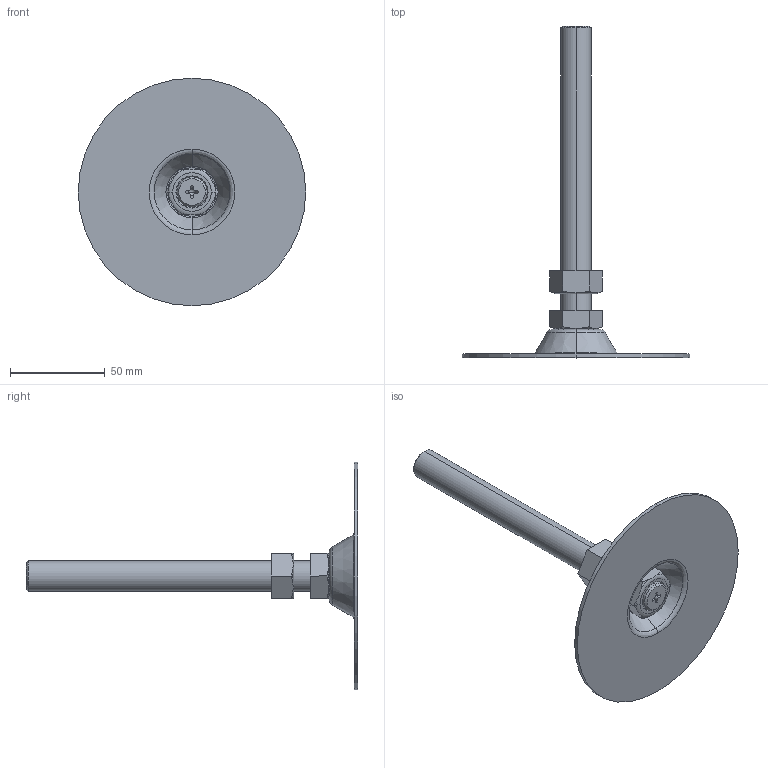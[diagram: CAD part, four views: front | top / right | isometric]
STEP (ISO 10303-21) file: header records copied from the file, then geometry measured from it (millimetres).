
FILE_DESCRIPTION (( 'STEP AP203' ), '1' );
FILE_NAME ('KC-275-D-1.STEP', '2016-11-30T07:14:24', ( '' ), ( '' ), 'SwSTEP 2.0', 'SolidWorks 2014', '' );
FILE_SCHEMA (( 'CONFIG_CONTROL_DESIGN' ));
Length unit declared in the file: millimetre
Products named in the file (5): KC-275-D-1_ナット片面取り; KC-275-D-1; KC-275-D-1_ベース; KC-275-D-1_ナット両面取り; KC-275-D-1_ボルト
Assembly tree (4 placements, depth 2):
  KC-275-D-1
    KC-275-D-1_ベース
    KC-275-D-1_ボルト
    KC-275-D-1_ナット片面取り
    KC-275-D-1_ナット両面取り
Bounding box: 120 x 175 x 120 mm (x, y, z)
Volume: 67952 mm3; surface area: 38561.5 mm2
Topology: 4 solids, 4 shells, 119 faces, 295 edges, 189 vertices
Faces by surface type: cone 47, plane 38, torus 16, cylinder 16, sphere 2
Entity records: 4396 total; most frequent: CARTESIAN_POINT 1116, ORIENTED_EDGE 590, DIRECTION 573, EDGE_CURVE 295, AXIS2_PLACEMENT_3D 248, VERTEX_POINT 189, EDGE_LOOP 130, CIRCLE 122
